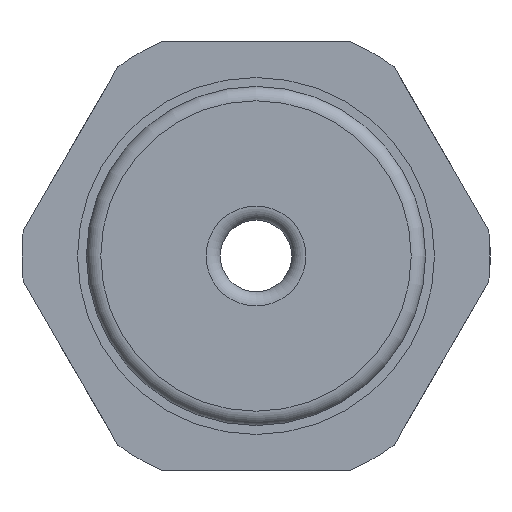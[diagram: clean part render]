
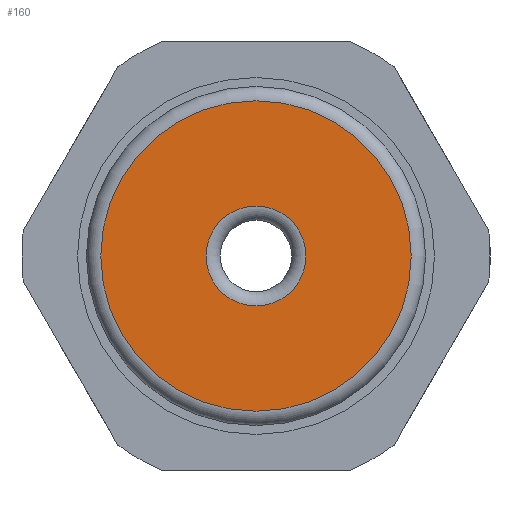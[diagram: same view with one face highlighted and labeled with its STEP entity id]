
A CAD part, left-side view. The second image highlights one B-rep face of the part: STEP entity #160.
In plain terms, the highlighted planar face has unit normal (-1, 0, 0).
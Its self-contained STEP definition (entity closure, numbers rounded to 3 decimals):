
#160 = ADVANCED_FACE( '', ( #364, #365 ), #366, .T. );
#364 = FACE_BOUND( '', #647, .T. );
#365 = FACE_OUTER_BOUND( '', #648, .T. );
#366 = PLANE( '', #649 );
#647 = EDGE_LOOP( '', ( #1026 ) );
#648 = EDGE_LOOP( '', ( #1027 ) );
#649 = AXIS2_PLACEMENT_3D( '', #1028, #1029, #1030 );
#1026 = ORIENTED_EDGE( '', *, *, #1557, .T. );
#1027 = ORIENTED_EDGE( '', *, *, #1558, .F. );
#1028 = CARTESIAN_POINT( '', ( 0., 5.438, 0. ) );
#1029 = DIRECTION( '', ( -1., 0., 0. ) );
#1030 = DIRECTION( '', ( 0., 0., 1. ) );
#1557 = EDGE_CURVE( '', #1890, #1890, #1891, .T. );
#1558 = EDGE_CURVE( '', #1892, #1892, #1893, .T. );
#1890 = VERTEX_POINT( '', #2365 );
#1891 = CIRCLE( '', #2366, 1.75 );
#1892 = VERTEX_POINT( '', #2367 );
#1893 = CIRCLE( '', #2368, 5.438 );
#2365 = CARTESIAN_POINT( '', ( 0., 0., -1.75 ) );
#2366 = AXIS2_PLACEMENT_3D( '', #2739, #2740, #2741 );
#2367 = CARTESIAN_POINT( '', ( 0., 0., -5.438 ) );
#2368 = AXIS2_PLACEMENT_3D( '', #2742, #2743, #2744 );
#2739 = CARTESIAN_POINT( '', ( 0., 0., 0. ) );
#2740 = DIRECTION( '', ( 1., 0., 0. ) );
#2741 = DIRECTION( '', ( 0., 0., -1. ) );
#2742 = CARTESIAN_POINT( '', ( 0., 0., 0. ) );
#2743 = DIRECTION( '', ( 1., 0., 0. ) );
#2744 = DIRECTION( '', ( 0., 0., -1. ) );
